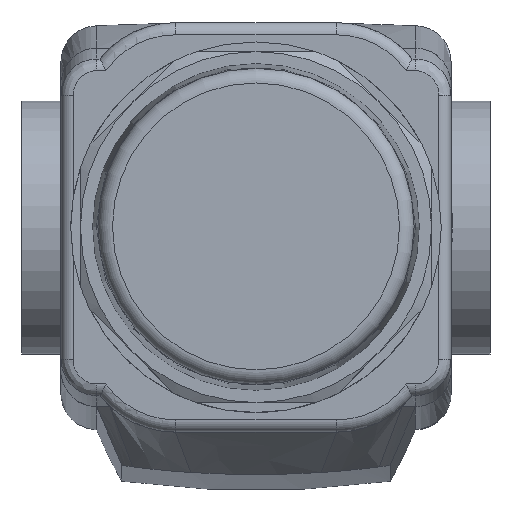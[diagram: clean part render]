
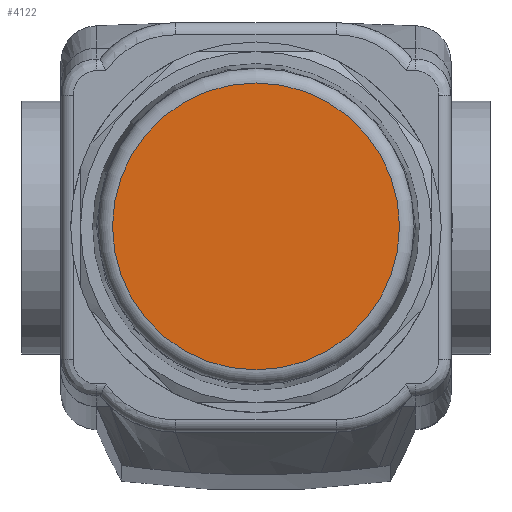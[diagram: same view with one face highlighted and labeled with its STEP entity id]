
A CAD part, top view. The second image highlights one B-rep face of the part: STEP entity #4122.
In plain terms, the highlighted planar face has unit normal (0, 0, 1).
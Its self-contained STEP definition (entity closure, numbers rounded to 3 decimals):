
#4106=CARTESIAN_POINT('',(7.358,0.0,81.5));
#4107=DIRECTION('',(0.0,0.0,1.0));
#4108=DIRECTION('',(1.0,0.0,0.0));
#4109=AXIS2_PLACEMENT_3D('',#4106,#4107,#4108);
#4110=PLANE('',#4109);
#4111=CARTESIAN_POINT('',(14.717,0.0,81.5));
#4112=VERTEX_POINT('',#4111);
#4113=CARTESIAN_POINT('',(0.0,0.0,81.5));
#4114=DIRECTION('',(0.0,0.0,1.0));
#4115=DIRECTION('',(1.0,0.0,0.0));
#4116=AXIS2_PLACEMENT_3D('',#4113,#4114,#4115);
#4117=CIRCLE('',#4116,14.717);
#4118=EDGE_CURVE('',#4112,#4112,#4117,.T.);
#4119=ORIENTED_EDGE('',*,*,#4118,.T.);
#4120=EDGE_LOOP('',(#4119));
#4121=FACE_OUTER_BOUND('',#4120,.T.);
#4122=ADVANCED_FACE('',(#4121),#4110,.T.);
